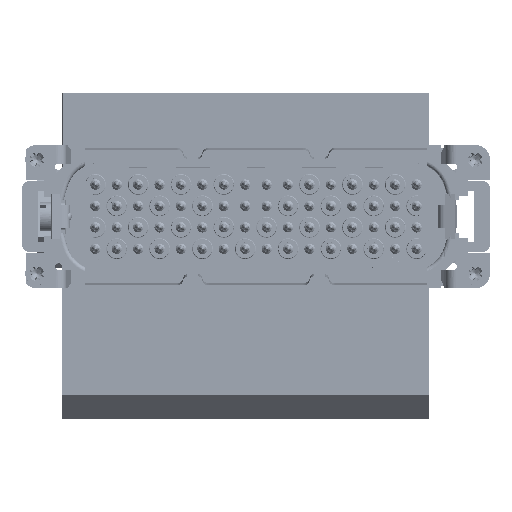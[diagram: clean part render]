
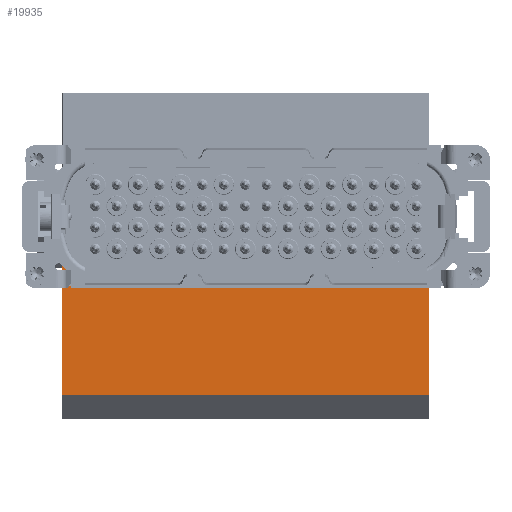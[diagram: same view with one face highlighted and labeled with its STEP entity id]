
A CAD part, top view. The second image highlights one B-rep face of the part: STEP entity #19935.
In plain terms, the highlighted planar face has unit normal (0, -0.001, 1).
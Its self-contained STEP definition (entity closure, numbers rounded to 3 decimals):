
#11948=PLANE('',#100546);
#15493=FACE_OUTER_BOUND('',#27616,.T.);
#19935=ADVANCED_FACE('',(#15493),#11948,.T.);
#27616=EDGE_LOOP('',(#42571,#42572,#42573,#42574,#42575,#42576,#42577,#42578));
#42571=ORIENTED_EDGE('',*,*,#69123,.T.);
#42572=ORIENTED_EDGE('',*,*,#69125,.F.);
#42573=ORIENTED_EDGE('',*,*,#69126,.F.);
#42574=ORIENTED_EDGE('',*,*,#68969,.F.);
#42575=ORIENTED_EDGE('',*,*,#69127,.F.);
#42576=ORIENTED_EDGE('',*,*,#69119,.T.);
#42577=ORIENTED_EDGE('',*,*,#69128,.F.);
#42578=ORIENTED_EDGE('',*,*,#68992,.F.);
#59022=VERTEX_POINT('',#145849);
#59023=VERTEX_POINT('',#145851);
#59028=VERTEX_POINT('',#145865);
#59041=VERTEX_POINT('',#145893);
#59165=VERTEX_POINT('',#146188);
#59166=VERTEX_POINT('',#146190);
#59169=VERTEX_POINT('',#146198);
#59170=VERTEX_POINT('',#146202);
#68969=EDGE_CURVE('',#59022,#59023,#84629,.T.);
#68992=EDGE_CURVE('',#59041,#59028,#84647,.T.);
#69119=EDGE_CURVE('',#59166,#59165,#84755,.T.);
#69123=EDGE_CURVE('',#59041,#59169,#84758,.T.);
#69125=EDGE_CURVE('',#59170,#59169,#84760,.T.);
#69126=EDGE_CURVE('',#59023,#59170,#84761,.T.);
#69127=EDGE_CURVE('',#59166,#59022,#84762,.T.);
#69128=EDGE_CURVE('',#59028,#59165,#84763,.T.);
#84629=LINE('',#145850,#92928);
#84647=LINE('',#145894,#92946);
#84755=LINE('',#146189,#93054);
#84758=LINE('',#146197,#93057);
#84760=LINE('',#146201,#93059);
#84761=LINE('',#146203,#93060);
#84762=LINE('',#146204,#93061);
#84763=LINE('',#146205,#93062);
#92928=VECTOR('',#111829,1.);
#92946=VECTOR('',#111861,1.);
#93054=VECTOR('',#112015,1.);
#93057=VECTOR('',#112022,1.);
#93059=VECTOR('',#112026,1.);
#93060=VECTOR('',#112027,1.);
#93061=VECTOR('',#112028,1.);
#93062=VECTOR('',#112029,1.);
#100546=AXIS2_PLACEMENT_3D('',#146206,#112030,#112031);
#111829=DIRECTION('',(0.,1.,0.001));
#111861=DIRECTION('',(0.,1.,0.001));
#112015=DIRECTION('',(0.,1.,0.001));
#112022=DIRECTION('',(1.,0.,0.));
#112026=DIRECTION('',(0.,-1.,-0.001));
#112027=DIRECTION('',(1.,0.,0.));
#112028=DIRECTION('',(1.,0.,0.));
#112029=DIRECTION('',(1.,0.,0.));
#112030=DIRECTION('',(0.,-0.001,1.));
#112031=DIRECTION('',(0.,-1.,-0.001));
#145849=CARTESIAN_POINT('',(-40.3,-15.753,-37.481));
#145850=CARTESIAN_POINT('',(-40.3,-42.303,-37.497));
#145851=CARTESIAN_POINT('',(-40.3,-15.75,-37.481));
#145865=CARTESIAN_POINT('',(-46.,-10.803,-37.478));
#145893=CARTESIAN_POINT('',(-46.,-42.303,-37.497));
#145894=CARTESIAN_POINT('',(-46.,-42.303,-37.497));
#146188=CARTESIAN_POINT('',(-41.5,-10.803,-37.478));
#146189=CARTESIAN_POINT('',(-41.5,-15.753,-37.481));
#146190=CARTESIAN_POINT('',(-41.5,-15.753,-37.481));
#146197=CARTESIAN_POINT('',(-40.3,-42.303,-37.497));
#146198=CARTESIAN_POINT('',(40.98,-42.303,-37.497));
#146201=CARTESIAN_POINT('',(40.98,-49.56,-37.501));
#146202=CARTESIAN_POINT('',(40.98,-15.75,-37.481));
#146203=CARTESIAN_POINT('',(-40.3,-15.75,-37.481));
#146204=CARTESIAN_POINT('',(-40.3,-15.753,-37.481));
#146205=CARTESIAN_POINT('',(-40.3,-10.803,-37.478));
#146206=CARTESIAN_POINT('',(-40.3,-42.303,-37.497));
